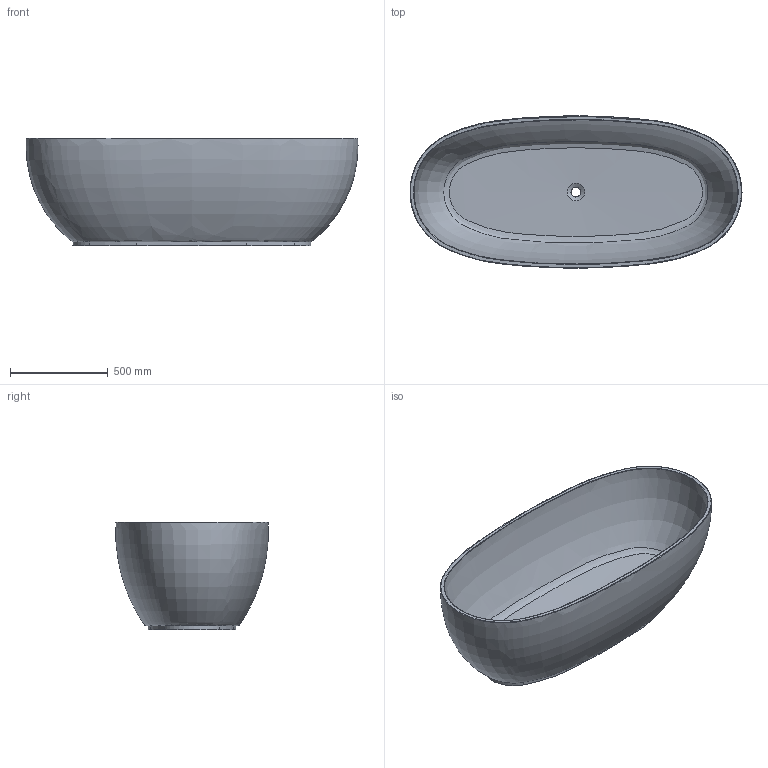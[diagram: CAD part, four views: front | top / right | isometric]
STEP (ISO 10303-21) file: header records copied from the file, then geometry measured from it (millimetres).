
FILE_DESCRIPTION(/* description */ (''),/* implementation_level */ '2;1');
FILE_NAME(/* name */ 'TW-8607T-1700.stp',/* time_stamp */ '2023-10-11T13:09:09+08:00',/* author */ (''),/* organization */ (''),/* preprocessor_version */ 'ST-DEVELOPER v16.7',/* originating_system */ 'SIEMENS PLM Software NX 12.0',/* authorisation */ '');
FILE_SCHEMA (('AUTOMOTIVE_DESIGN { 1 0 10303 214 3 1 1 1 }'));
Length unit declared in the file: millimetre
Products named in the file (1): Admi14B4E652cbdh
Bounding box: 1701.36 x 782.51 x 550 mm (x, y, z)
Volume: 97137427 mm3; surface area: 5207288.7 mm2
Topology: 1 solids, 1 shells, 27 faces, 71 edges, 47 vertices
Faces by surface type: cylinder 17, bspline 5, plane 3, cone 2
Full cylindrical faces by diameter (mm): 50 x1
Entity records: 12901 total; most frequent: CARTESIAN_POINT 12287, DIRECTION 116, ORIENTED_EDGE 114, EDGE_CURVE 57, AXIS2_PLACEMENT_3D 50, VERTEX_POINT 41, EDGE_LOOP 38, ADVANCED_FACE 27
